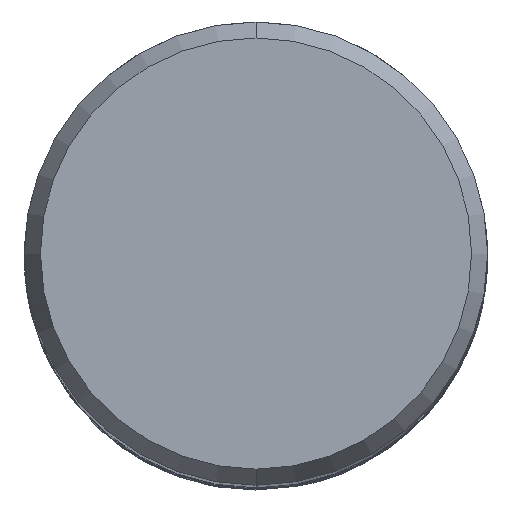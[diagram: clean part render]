
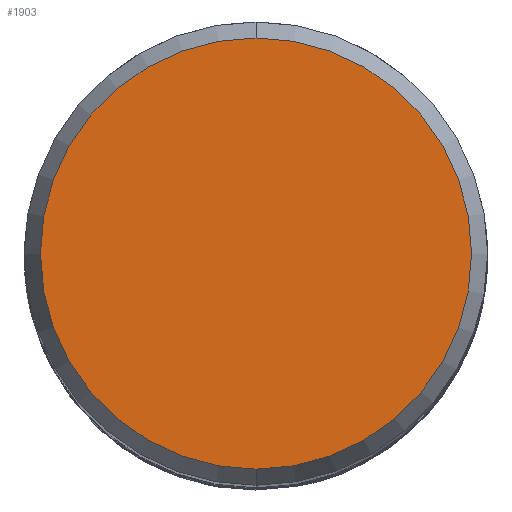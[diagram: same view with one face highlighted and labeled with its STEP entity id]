
A CAD part, top view. The second image highlights one B-rep face of the part: STEP entity #1903.
In plain terms, the highlighted planar face has unit normal (0, 0, 1).
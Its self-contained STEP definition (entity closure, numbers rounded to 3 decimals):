
#1379=EDGE_CURVE('',#2705,#2555,#3452,.T.);
#1903=ADVANCED_FACE('',(#4031),#4032,.T.);
#2555=VERTEX_POINT('',#4742);
#2657=EDGE_CURVE('',#2555,#2705,#4856,.T.);
#2705=VERTEX_POINT('',#4906);
#3452=CIRCLE('',#10292,9.307);
#4031=FACE_OUTER_BOUND('',#17859,.T.);
#4032=PLANE('',#17860);
#4742=CARTESIAN_POINT('',(0.,-9.307,0.0));
#4856=CIRCLE('',#28493,9.307);
#4906=CARTESIAN_POINT('',(0.0,9.307,0.0));
#10292=AXIS2_PLACEMENT_3D('',#35433,#35434,#35435);
#17859=EDGE_LOOP('',(#36048,#36049));
#17860=AXIS2_PLACEMENT_3D('',#36050,#36051,#36052);
#28493=AXIS2_PLACEMENT_3D('',#36915,#36916,#36917);
#35433=CARTESIAN_POINT('',(0.0,0.0,0.0));
#35434=DIRECTION('',(0.0,0.0,-1.0));
#35435=DIRECTION('',(0.0,1.0,0.0));
#36048=ORIENTED_EDGE('',*,*,#1379,.F.);
#36049=ORIENTED_EDGE('',*,*,#2657,.F.);
#36050=CARTESIAN_POINT('',(0.0,4.654,0.0));
#36051=DIRECTION('',(-0.0,0.0,1.0));
#36052=DIRECTION('',(0.0,-1.0,0.0));
#36915=CARTESIAN_POINT('',(0.0,0.0,0.0));
#36916=DIRECTION('',(0.0,0.0,-1.0));
#36917=DIRECTION('',(0.0,1.0,0.0));
